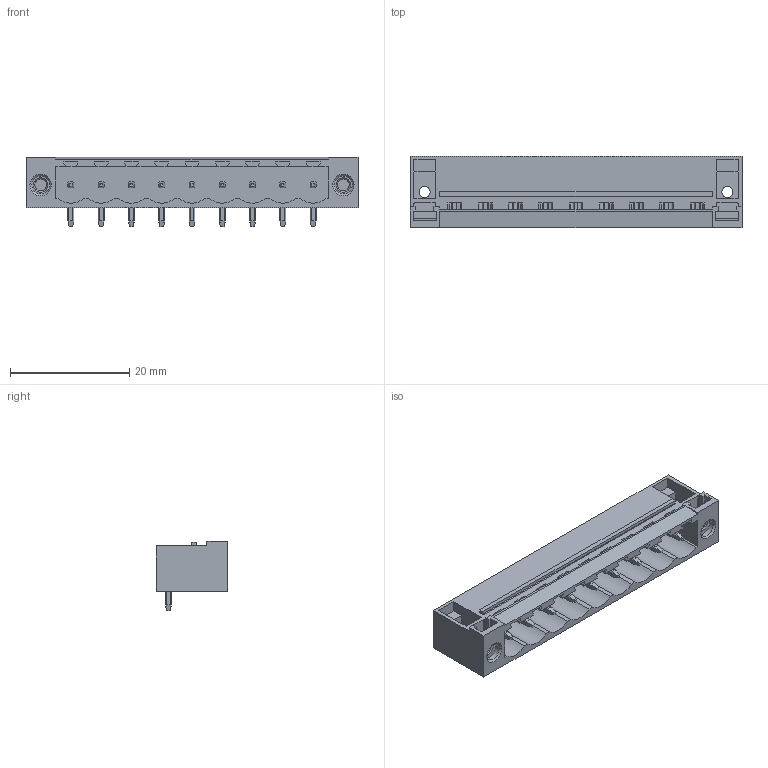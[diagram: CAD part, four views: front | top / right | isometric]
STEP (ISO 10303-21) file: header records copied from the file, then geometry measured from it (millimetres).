
FILE_DESCRIPTION(('CATIA V5 STEP Exchange','CAx-IF Rec.Pracs.--- Model Styling and Organization---1.2---2011-12-15'),'2;1');
FILE_NAME ('D1449299_0', '2018-10-27T04:47:07+00:00', ('none'), ('Weidmueller'), 'CATIA Version 5-6 Release 2014', 'CATIA V5 STEP AP214', 'none');
FILE_SCHEMA(('AUTOMOTIVE_DESIGN { 1 0 10303 214 1 1 1 1 }'));
Length unit declared in the file: millimetre
Products named in the file (1): 1150170000
Bounding box: 55.72 x 12 x 11.63 mm (x, y, z)
Volume: 2674.8 mm3; surface area: 4647.5 mm2
Topology: 12 solids, 12 shells, 545 faces, 1503 edges, 968 vertices
Faces by surface type: plane 354, cylinder 175, cone 16
Entity records: 15858 total; most frequent: CARTESIAN_POINT 3446, ORIENTED_EDGE 3006, DIRECTION 1773, EDGE_CURVE 1497, VECTOR 1063, LINE 1063, VERTEX_POINT 960, EDGE_LOOP 583
